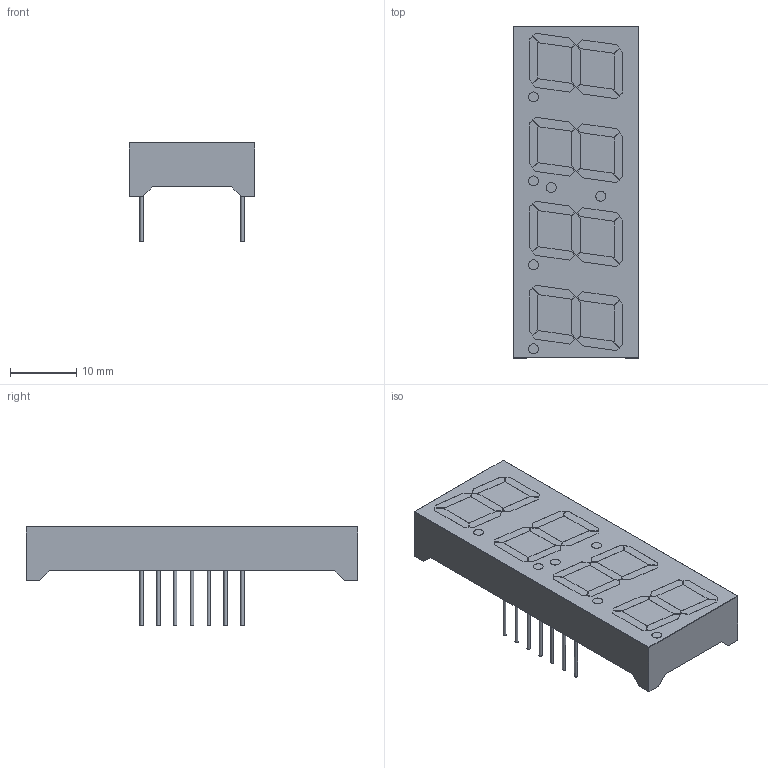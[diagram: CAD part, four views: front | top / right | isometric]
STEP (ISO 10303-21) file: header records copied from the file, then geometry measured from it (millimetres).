
FILE_DESCRIPTION(/* description */ (''),/* implementation_level */ '2;1');
FILE_NAME(/* name */ 'Adafruit 1001.stp',/* time_stamp */ '2019-04-09T06:33:34-04:00',/* author */ ('Ricardo'),/* organization */ (''),/* preprocessor_version */ 'ST-DEVELOPER v16.5',/* originating_system */ 'Autodesk Inventor 2017',/* authorisation */ '');
FILE_SCHEMA (('AUTOMOTIVE_DESIGN { 1 0 10303 214 3 1 1 }'));
Length unit declared in the file: millimetre
Products named in the file (4): Adafruit 1001; body; top_; pins
Assembly tree (3 placements, depth 2):
  Adafruit 1001
    body
    top_
    pins
Bounding box: 19 x 50.2 x 15.05 mm (x, y, z)
Volume: 6540.5 mm3; surface area: 5104.3 mm2
Topology: 16 solids, 16 shells, 274 faces, 624 edges, 416 vertices
Faces by surface type: plane 254, cylinder 20
Full cylindrical faces by diameter (mm): 0.5 x14, 1.5 x6
Entity records: 7579 total; most frequent: CARTESIAN_POINT 1301, ORIENTED_EDGE 1208, DIRECTION 1206, EDGE_CURVE 604, LINE 564, VECTOR 564, VERTEX_POINT 416, EDGE_LOOP 328
